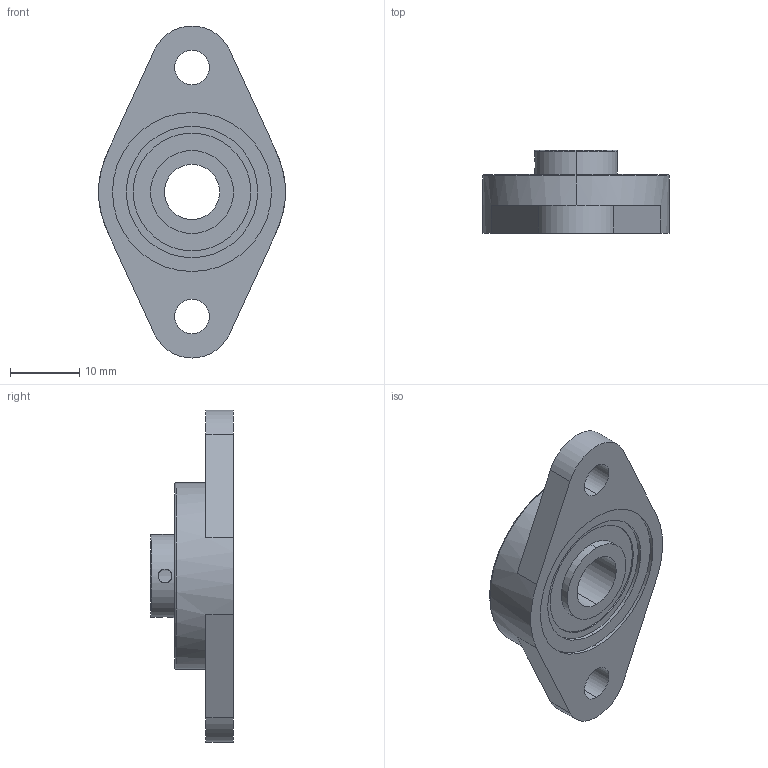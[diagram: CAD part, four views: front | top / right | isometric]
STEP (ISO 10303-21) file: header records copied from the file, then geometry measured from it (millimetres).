
FILE_DESCRIPTION (( 'STEP AP203' ), '1' );
FILE_NAME ('KFL08 block flange ball bearing 08 diameter shaft.STEP', '2021-09-10T21:08:10', ( '' ), ( '' ), 'SwSTEP 2.0', 'SolidWorks 2018', '' );
FILE_SCHEMA (( 'CONFIG_CONTROL_DESIGN' ));
Length unit declared in the file: millimetre
Products named in the file (1): KFL08 block flange ball bearing 08 diameter shaft
Bounding box: 27 x 12 x 48 mm (x, y, z)
Volume: 5311.4 mm3; surface area: 3154.4 mm2
Topology: 1 solids, 1 shells, 55 faces, 133 edges, 86 vertices
Faces by surface type: cylinder 27, plane 16, torus 12
Entity records: 1854 total; most frequent: CARTESIAN_POINT 415, DIRECTION 311, ORIENTED_EDGE 266, AXIS2_PLACEMENT_3D 134, EDGE_CURVE 133, VERTEX_POINT 86, CIRCLE 78, EDGE_LOOP 71
